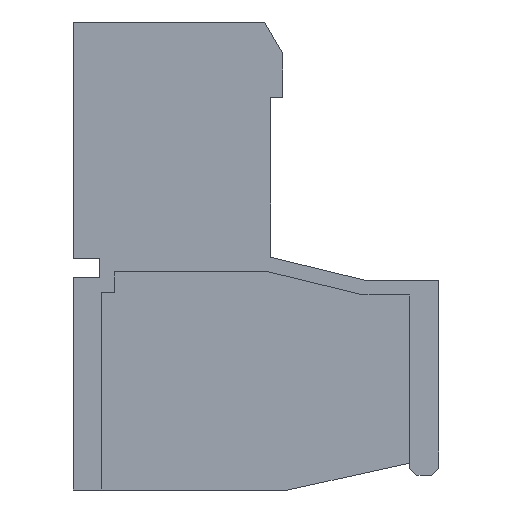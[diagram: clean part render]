
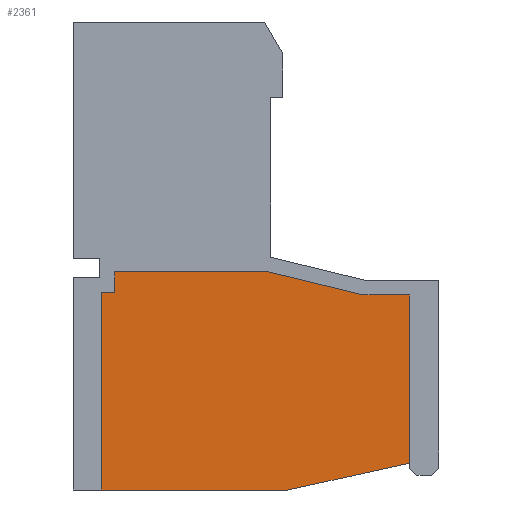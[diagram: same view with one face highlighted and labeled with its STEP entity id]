
A CAD part, left-side view. The second image highlights one B-rep face of the part: STEP entity #2361.
In plain terms, the highlighted planar face has unit normal (-1, 0, 0).
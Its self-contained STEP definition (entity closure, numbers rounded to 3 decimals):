
#2361 = ADVANCED_FACE( '', ( #4789 ), #4790, .F. );
#4789 = FACE_OUTER_BOUND( '', #7245, .T. );
#4790 = PLANE( '', #7246 );
#7245 = EDGE_LOOP( '', ( #13741, #13742, #13743, #13744, #13745, #13746, #13747, #13748, #13749 ) );
#7246 = AXIS2_PLACEMENT_3D( '', #13750, #13751, #13752 );
#13741 = ORIENTED_EDGE( '', *, *, #14818, .F. );
#13742 = ORIENTED_EDGE( '', *, *, #17351, .F. );
#13743 = ORIENTED_EDGE( '', *, *, #16241, .F. );
#13744 = ORIENTED_EDGE( '', *, *, #15409, .F. );
#13745 = ORIENTED_EDGE( '', *, *, #15159, .F. );
#13746 = ORIENTED_EDGE( '', *, *, #15626, .F. );
#13747 = ORIENTED_EDGE( '', *, *, #17264, .F. );
#13748 = ORIENTED_EDGE( '', *, *, #17143, .F. );
#13749 = ORIENTED_EDGE( '', *, *, #16802, .F. );
#13750 = CARTESIAN_POINT( '', ( -25.86, 0., 0. ) );
#13751 = DIRECTION( '', ( 1., 0., 0. ) );
#13752 = DIRECTION( '', ( 0., 0., -1. ) );
#14818 = EDGE_CURVE( '', #17704, #17706, #17707, .T. );
#15159 = EDGE_CURVE( '', #18317, #18319, #18320, .T. );
#15409 = EDGE_CURVE( '', #18319, #18735, #18736, .T. );
#15626 = EDGE_CURVE( '', #19093, #18317, #19095, .T. );
#16241 = EDGE_CURVE( '', #18735, #20057, #20058, .T. );
#16802 = EDGE_CURVE( '', #17706, #20838, #20839, .T. );
#17143 = EDGE_CURVE( '', #20838, #21264, #21265, .T. );
#17264 = EDGE_CURVE( '', #21264, #19093, #21403, .T. );
#17351 = EDGE_CURVE( '', #20057, #17704, #21494, .T. );
#17704 = VERTEX_POINT( '', #21939 );
#17706 = VERTEX_POINT( '', #21942 );
#17707 = LINE( '', #21943, #21944 );
#18317 = VERTEX_POINT( '', #22825 );
#18319 = VERTEX_POINT( '', #22828 );
#18320 = LINE( '', #22829, #22830 );
#18735 = VERTEX_POINT( '', #23423 );
#18736 = LINE( '', #23424, #23425 );
#19093 = VERTEX_POINT( '', #23941 );
#19095 = LINE( '', #23944, #23945 );
#20057 = VERTEX_POINT( '', #25343 );
#20058 = LINE( '', #25344, #25345 );
#20838 = VERTEX_POINT( '', #26528 );
#20839 = LINE( '', #26529, #26530 );
#21264 = VERTEX_POINT( '', #27165 );
#21265 = LINE( '', #27166, #27167 );
#21403 = LINE( '', #27390, #27391 );
#21494 = LINE( '', #27519, #27520 );
#21939 = CARTESIAN_POINT( '', ( -25.86, -9.875, -1.55 ) );
#21942 = CARTESIAN_POINT( '', ( -25.86, -9.875, -8.45 ) );
#21943 = CARTESIAN_POINT( '', ( -25.86, -9.875, -1.55 ) );
#21944 = VECTOR( '', #27797, 1000. );
#22825 = CARTESIAN_POINT( '', ( -25.86, 2.225, -1.45 ) );
#22828 = CARTESIAN_POINT( '', ( -25.86, 2.225, -0.6 ) );
#22829 = CARTESIAN_POINT( '', ( -25.86, 2.225, -1.45 ) );
#22830 = VECTOR( '', #28127, 1000. );
#23423 = CARTESIAN_POINT( '', ( -25.86, -4.103, -0.6 ) );
#23424 = CARTESIAN_POINT( '', ( -25.86, 2.225, -0.6 ) );
#23425 = VECTOR( '', #28360, 1000. );
#23941 = CARTESIAN_POINT( '', ( -25.86, 2.775, -1.45 ) );
#23944 = CARTESIAN_POINT( '', ( -25.86, 2.775, -1.45 ) );
#23945 = VECTOR( '', #28563, 1000. );
#25343 = CARTESIAN_POINT( '', ( -25.86, -8.003, -1.55 ) );
#25344 = CARTESIAN_POINT( '', ( -25.86, -4.103, -0.6 ) );
#25345 = VECTOR( '', #29111, 1000. );
#26528 = CARTESIAN_POINT( '', ( -25.86, -4.875, -9.55 ) );
#26529 = CARTESIAN_POINT( '', ( -25.86, -9.875, -8.45 ) );
#26530 = VECTOR( '', #29575, 1000. );
#27165 = CARTESIAN_POINT( '', ( -25.86, 2.775, -9.55 ) );
#27166 = CARTESIAN_POINT( '', ( -25.86, -4.875, -9.55 ) );
#27167 = VECTOR( '', #29827, 1000. );
#27390 = CARTESIAN_POINT( '', ( -25.86, 2.775, -9.55 ) );
#27391 = VECTOR( '', #29913, 1000. );
#27519 = CARTESIAN_POINT( '', ( -25.86, -8.003, -1.55 ) );
#27520 = VECTOR( '', #29947, 1000. );
#27797 = DIRECTION( '', ( 0., 0., -1. ) );
#28127 = DIRECTION( '', ( 0., 0., 1. ) );
#28360 = DIRECTION( '', ( 0., -1., 0. ) );
#28563 = DIRECTION( '', ( 0., -1., 0. ) );
#29111 = DIRECTION( '', ( 0., -0.972, -0.237 ) );
#29575 = DIRECTION( '', ( 0., 0.977, -0.215 ) );
#29827 = DIRECTION( '', ( 0., 1., 0. ) );
#29913 = DIRECTION( '', ( 0., 0., 1. ) );
#29947 = DIRECTION( '', ( 0., -1., 0. ) );
